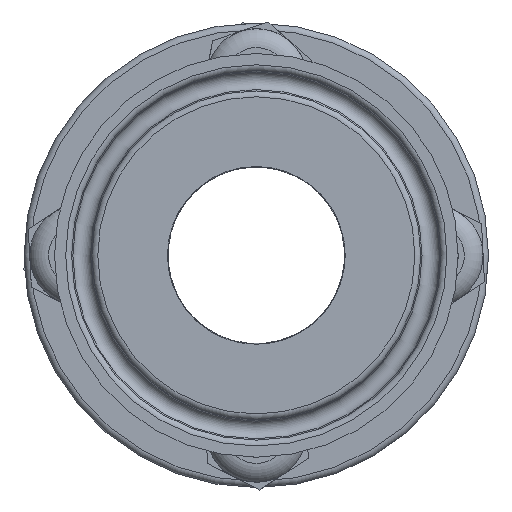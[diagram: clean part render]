
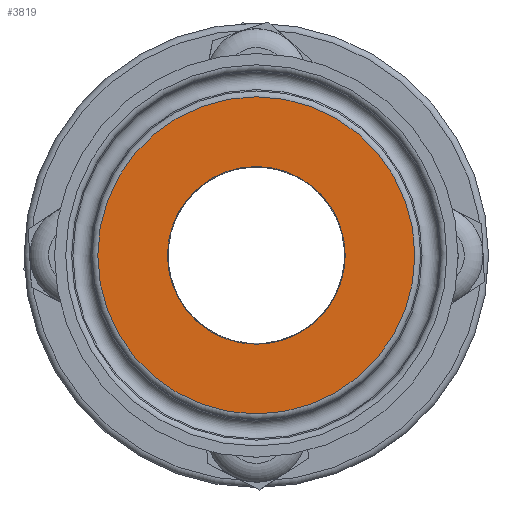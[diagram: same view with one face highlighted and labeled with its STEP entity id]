
A CAD part, front view. The second image highlights one B-rep face of the part: STEP entity #3819.
In plain terms, the highlighted face is planar.
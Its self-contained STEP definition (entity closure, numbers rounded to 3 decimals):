
#318=FACE_BOUND('',#624,.T.);
#331=PLANE('',#4203);
#384=FACE_OUTER_BOUND('',#623,.T.);
#623=EDGE_LOOP('',(#2693));
#624=EDGE_LOOP('',(#2694));
#1226=CIRCLE('',#4156,19.797);
#1253=CIRCLE('',#4197,11.1);
#1589=VERTEX_POINT('',#6207);
#1611=VERTEX_POINT('',#6279);
#1992=EDGE_CURVE('',#1589,#1589,#1226,.T.);
#2027=EDGE_CURVE('',#1611,#1611,#1253,.T.);
#2693=ORIENTED_EDGE('',*,*,#1992,.F.);
#2694=ORIENTED_EDGE('',*,*,#2027,.T.);
#3819=ADVANCED_FACE('',(#384,#318),#331,.F.);
#4156=AXIS2_PLACEMENT_3D('',#6209,#4816,#4817);
#4197=AXIS2_PLACEMENT_3D('',#6280,#4906,#4907);
#4203=AXIS2_PLACEMENT_3D('',#6287,#4919,#4920);
#4816=DIRECTION('center_axis',(0.,-1.,0.));
#4817=DIRECTION('ref_axis',(0.,0.,-1.));
#4906=DIRECTION('center_axis',(0.,-1.,0.));
#4907=DIRECTION('ref_axis',(0.,0.,-1.));
#4919=DIRECTION('center_axis',(0.,-1.,0.));
#4920=DIRECTION('ref_axis',(0.,0.,-1.));
#6207=CARTESIAN_POINT('',(0.,0.,19.797));
#6209=CARTESIAN_POINT('Origin',(0.,0.,0.));
#6279=CARTESIAN_POINT('',(0.,0.,11.1));
#6280=CARTESIAN_POINT('Origin',(0.,0.,0.));
#6287=CARTESIAN_POINT('Origin',(0.,0.,11.1));
